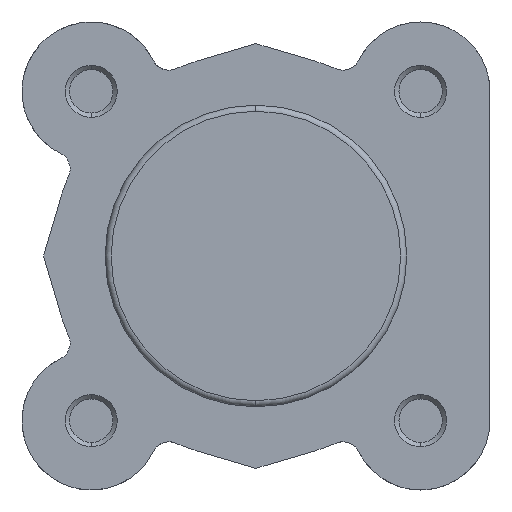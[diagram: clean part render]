
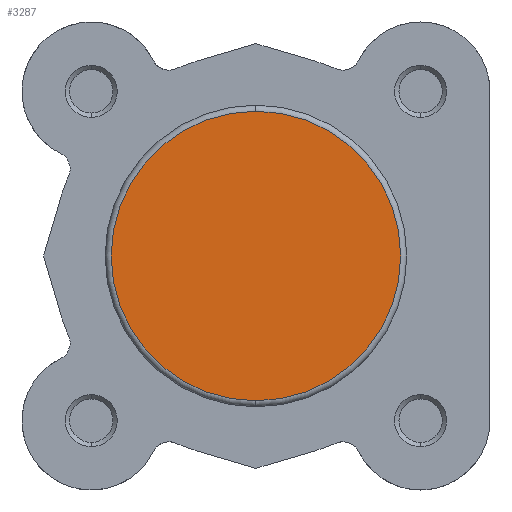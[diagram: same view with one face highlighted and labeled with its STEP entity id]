
A CAD part, left-side view. The second image highlights one B-rep face of the part: STEP entity #3287.
In plain terms, the highlighted planar face has unit normal (-1, 0, 0).
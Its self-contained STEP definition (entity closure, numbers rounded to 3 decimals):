
#135 = VERTEX_POINT ( 'NONE', #1947 ) ;
#172 = VERTEX_POINT ( 'NONE', #1984 ) ;
#1066 = EDGE_LOOP ( 'NONE', ( #4364, #4422 ) ) ;
#1271 = FACE_OUTER_BOUND ( 'NONE', #1066, .T. ) ;
#1947 = CARTESIAN_POINT ( 'NONE',  ( 0., 0., -16.7 ) ) ;
#1984 = CARTESIAN_POINT ( 'NONE',  ( 0., 0., 16.7 ) ) ;
#2432 = PLANE ( 'NONE',  #4027 ) ;
#2436 = CARTESIAN_POINT ( 'NONE',  ( 0., -17.4, 0. ) ) ;
#2445 = DIRECTION ( 'NONE',  ( -1., 0., 0. ) ) ;
#2446 = DIRECTION ( 'NONE',  ( 0., 0., 1. ) ) ;
#3287 = ADVANCED_FACE ( 'NONE', ( #1271 ), #2432, .T. ) ;
#3576 = EDGE_CURVE ( 'NONE', #172, #135, #6008, .T. ) ;
#3689 = EDGE_CURVE ( 'NONE', #135, #172, #6165, .T. ) ;
#4027 = AXIS2_PLACEMENT_3D ( 'NONE', #2436, #2445, #2446 ) ;
#4364 = ORIENTED_EDGE ( 'NONE', *, *, #3576, .T. ) ;
#4422 = ORIENTED_EDGE ( 'NONE', *, *, #3689, .T. ) ;
#4600 = AXIS2_PLACEMENT_3D ( 'NONE', #5013, #5014, #5015 ) ;
#4668 = AXIS2_PLACEMENT_3D ( 'NONE', #5285, #5307, #5308 ) ;
#5013 = CARTESIAN_POINT ( 'NONE',  ( 0., 0., 0. ) ) ;
#5014 = DIRECTION ( 'NONE',  ( -1., 0., 0. ) ) ;
#5015 = DIRECTION ( 'NONE',  ( 0., 0., 1. ) ) ;
#5285 = CARTESIAN_POINT ( 'NONE',  ( 0., 0., 0. ) ) ;
#5307 = DIRECTION ( 'NONE',  ( -1., 0., 0. ) ) ;
#5308 = DIRECTION ( 'NONE',  ( 0., 0., 1. ) ) ;
#6008 = CIRCLE ( 'NONE', #4600, 16.7 ) ;
#6165 = CIRCLE ( 'NONE', #4668, 16.7 ) ;
